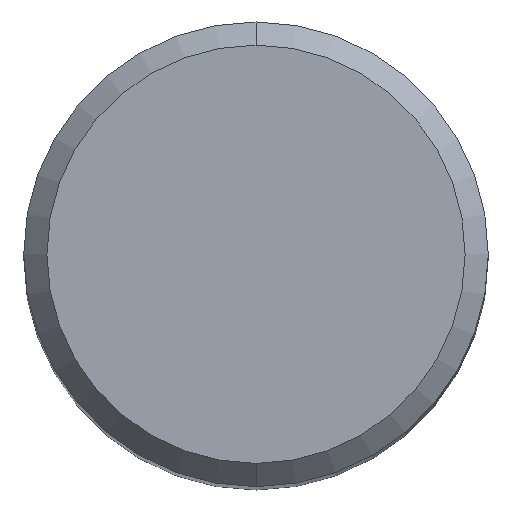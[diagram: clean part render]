
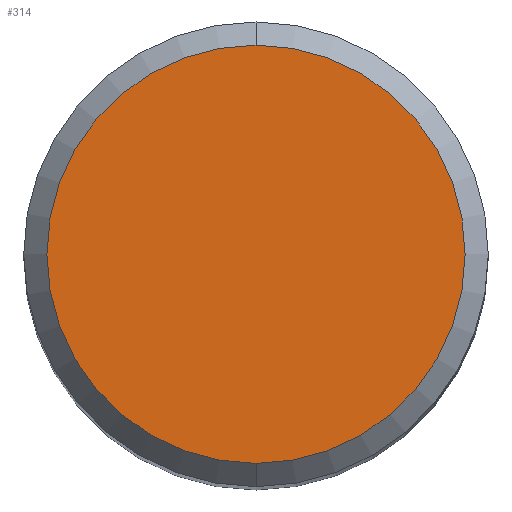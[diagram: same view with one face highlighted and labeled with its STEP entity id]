
A CAD part, top view. The second image highlights one B-rep face of the part: STEP entity #314.
In plain terms, the highlighted planar face has unit normal (0, 0, 1).
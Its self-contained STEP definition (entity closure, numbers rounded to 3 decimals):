
#174=VERTEX_POINT('',#475);
#278=VERTEX_POINT('',#591);
#314=ADVANCED_FACE('',(#629),#630,.T.);
#368=EDGE_CURVE('',#278,#174,#688,.T.);
#372=EDGE_CURVE('',#174,#278,#692,.T.);
#475=CARTESIAN_POINT('',(0.0,7.2,0.0));
#591=CARTESIAN_POINT('',(0.,-7.2,0.0));
#629=FACE_OUTER_BOUND('',#1125,.T.);
#630=PLANE('',#1126);
#688=CIRCLE('',#1307,7.2);
#692=CIRCLE('',#1312,7.2);
#1125=EDGE_LOOP('',(#1637,#1638));
#1126=AXIS2_PLACEMENT_3D('',#1639,#1640,#1641);
#1307=AXIS2_PLACEMENT_3D('',#1711,#1712,#1713);
#1312=AXIS2_PLACEMENT_3D('',#1714,#1715,#1716);
#1637=ORIENTED_EDGE('',*,*,#372,.F.);
#1638=ORIENTED_EDGE('',*,*,#368,.F.);
#1639=CARTESIAN_POINT('',(0.0,3.6,0.0));
#1640=DIRECTION('',(-0.0,0.0,1.0));
#1641=DIRECTION('',(0.0,-1.0,0.0));
#1711=CARTESIAN_POINT('',(0.0,0.0,0.0));
#1712=DIRECTION('',(0.0,0.0,-1.0));
#1713=DIRECTION('',(0.0,1.0,0.0));
#1714=CARTESIAN_POINT('',(0.0,0.0,0.0));
#1715=DIRECTION('',(0.0,0.0,-1.0));
#1716=DIRECTION('',(0.0,1.0,0.0));
